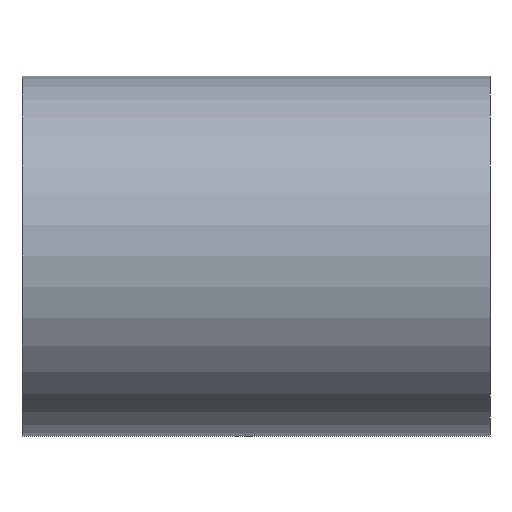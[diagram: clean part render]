
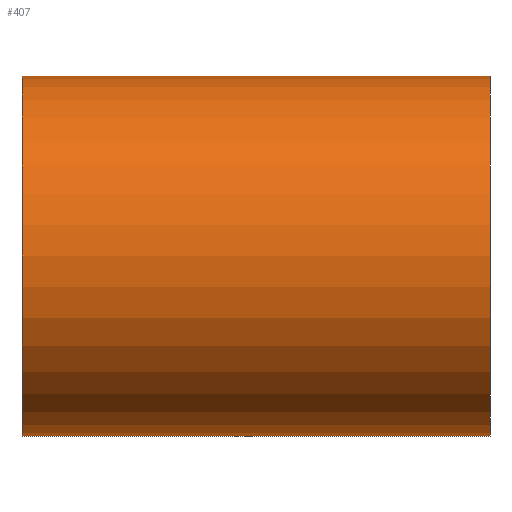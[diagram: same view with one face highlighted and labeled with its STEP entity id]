
A CAD part, left-side view. The second image highlights one B-rep face of the part: STEP entity #407.
In plain terms, the highlighted cylindrical face has radius 5 mm (diameter 10 mm), a partial arc.
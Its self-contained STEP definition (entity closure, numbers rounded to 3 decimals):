
#17 = ORIENTED_EDGE ( 'NONE', *, *, #227, .F. ) ;
#23 = VECTOR ( 'NONE', #339, 1000. ) ;
#27 = CARTESIAN_POINT ( 'NONE',  ( 0., 0., -5. ) ) ;
#37 = DIRECTION ( 'NONE',  ( 0., 0., 1. ) ) ;
#49 = EDGE_CURVE ( 'NONE', #346, #377, #154, .T. ) ;
#55 = ORIENTED_EDGE ( 'NONE', *, *, #107, .T. ) ;
#58 = VERTEX_POINT ( 'NONE', #27 ) ;
#59 = AXIS2_PLACEMENT_3D ( 'NONE', #104, #302, #453 ) ;
#104 = CARTESIAN_POINT ( 'NONE',  ( 0., 0., 0. ) ) ;
#107 = EDGE_CURVE ( 'NONE', #346, #58, #139, .T. ) ;
#116 = LINE ( 'NONE', #353, #120 ) ;
#119 = CYLINDRICAL_SURFACE ( 'NONE', #232, 5. ) ;
#120 = VECTOR ( 'NONE', #275, 1000. ) ;
#139 = LINE ( 'NONE', #233, #23 ) ;
#154 = CIRCLE ( 'NONE', #219, 5. ) ;
#166 = EDGE_CURVE ( 'NONE', #58, #274, #250, .T. ) ;
#219 = AXIS2_PLACEMENT_3D ( 'NONE', #335, #413, #37 ) ;
#221 = DIRECTION ( 'NONE',  ( 0., -1., 0. ) ) ;
#227 = EDGE_CURVE ( 'NONE', #377, #274, #116, .T. ) ;
#232 = AXIS2_PLACEMENT_3D ( 'NONE', #286, #221, #395 ) ;
#233 = CARTESIAN_POINT ( 'NONE',  ( 0., 13., -5. ) ) ;
#250 = CIRCLE ( 'NONE', #59, 5. ) ;
#274 = VERTEX_POINT ( 'NONE', #313 ) ;
#275 = DIRECTION ( 'NONE',  ( 0., -1., 0. ) ) ;
#286 = CARTESIAN_POINT ( 'NONE',  ( 0., 13., 0. ) ) ;
#293 = ORIENTED_EDGE ( 'NONE', *, *, #49, .F. ) ;
#302 = DIRECTION ( 'NONE',  ( 0., 1., 0. ) ) ;
#313 = CARTESIAN_POINT ( 'NONE',  ( 0., 0., 5. ) ) ;
#315 = CARTESIAN_POINT ( 'NONE',  ( 0., 13., 5. ) ) ;
#332 = FACE_OUTER_BOUND ( 'NONE', #430, .T. ) ;
#335 = CARTESIAN_POINT ( 'NONE',  ( 0., 13., 0. ) ) ;
#339 = DIRECTION ( 'NONE',  ( 0., -1., 0. ) ) ;
#346 = VERTEX_POINT ( 'NONE', #421 ) ;
#353 = CARTESIAN_POINT ( 'NONE',  ( 0., 13., 5. ) ) ;
#377 = VERTEX_POINT ( 'NONE', #315 ) ;
#395 = DIRECTION ( 'NONE',  ( 0., 0., -1. ) ) ;
#407 = ADVANCED_FACE ( 'NONE', ( #332 ), #119, .T. ) ;
#413 = DIRECTION ( 'NONE',  ( 0., 1., 0. ) ) ;
#421 = CARTESIAN_POINT ( 'NONE',  ( 0., 13., -5. ) ) ;
#430 = EDGE_LOOP ( 'NONE', ( #17, #293, #55, #445 ) ) ;
#445 = ORIENTED_EDGE ( 'NONE', *, *, #166, .T. ) ;
#453 = DIRECTION ( 'NONE',  ( 0., 0., 1. ) ) ;
